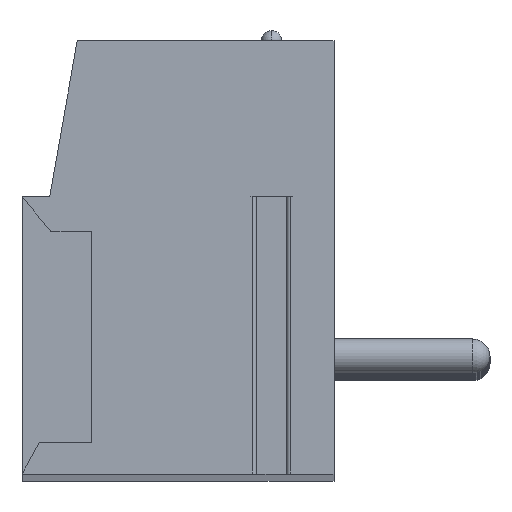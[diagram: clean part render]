
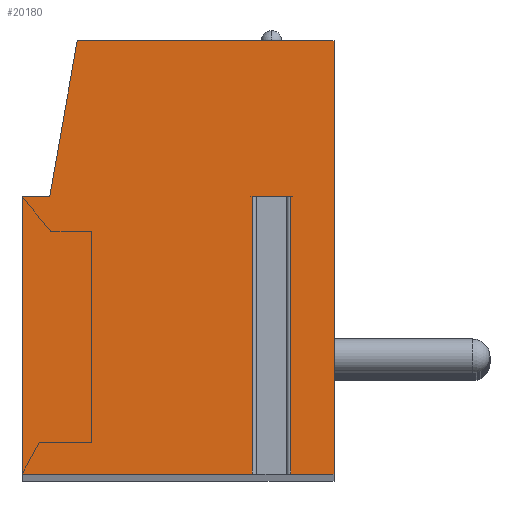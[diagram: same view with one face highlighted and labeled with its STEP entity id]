
A CAD part, top view. The second image highlights one B-rep face of the part: STEP entity #20180.
In plain terms, the highlighted planar face has unit normal (0, 0, 1).
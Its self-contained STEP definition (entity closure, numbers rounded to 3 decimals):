
#13=DIRECTION('',(-1.,0.,0.));
#14=VECTOR('',#13,1.112);
#15=CARTESIAN_POINT('',(3.256,1.75,119.38));
#16=LINE('',#15,#14);
#17=DIRECTION('',(0.,-1.,0.));
#18=VECTOR('',#17,8.);
#19=CARTESIAN_POINT('',(2.144,1.75,119.38));
#20=LINE('',#19,#18);
#21=DIRECTION('',(1.,0.,0.));
#22=VECTOR('',#21,6.644);
#23=CARTESIAN_POINT('',(-4.5,-6.25,119.38));
#24=LINE('',#23,#22);
#25=DIRECTION('',(0.,-1.,0.));
#26=VECTOR('',#25,8.);
#27=CARTESIAN_POINT('',(-4.5,1.75,119.38));
#28=LINE('',#27,#26);
#29=DIRECTION('',(-1.,0.,0.));
#30=VECTOR('',#29,0.8);
#31=CARTESIAN_POINT('',(-3.7,1.75,119.38));
#32=LINE('',#31,#30);
#33=DIRECTION('',(-0.174,-0.985,0.));
#34=VECTOR('',#33,4.569);
#35=CARTESIAN_POINT('',(-2.907,6.25,119.38));
#36=LINE('',#35,#34);
#37=DIRECTION('',(-1.,0.,0.));
#38=VECTOR('',#37,7.407);
#39=CARTESIAN_POINT('',(4.5,6.25,119.38));
#40=LINE('',#39,#38);
#41=DIRECTION('',(0.,1.,0.));
#42=VECTOR('',#41,12.5);
#43=CARTESIAN_POINT('',(4.5,-6.25,119.38));
#44=LINE('',#43,#42);
#45=DIRECTION('',(1.,0.,0.));
#46=VECTOR('',#45,1.244);
#47=CARTESIAN_POINT('',(3.256,-6.25,119.38));
#48=LINE('',#47,#46);
#49=DIRECTION('',(0.,-1.,0.));
#50=VECTOR('',#49,8.);
#51=CARTESIAN_POINT('',(3.256,1.75,119.38));
#52=LINE('',#51,#50);
#15897=CARTESIAN_POINT('',(-3.7,1.75,119.38));
#15898=CARTESIAN_POINT('',(-4.5,1.75,119.38));
#15899=VERTEX_POINT('',#15897);
#15900=VERTEX_POINT('',#15898);
#15901=CARTESIAN_POINT('',(-4.5,-6.25,119.38));
#15902=VERTEX_POINT('',#15901);
#15903=CARTESIAN_POINT('',(4.5,-6.25,119.38));
#15904=CARTESIAN_POINT('',(4.5,6.25,119.38));
#15905=VERTEX_POINT('',#15903);
#15906=VERTEX_POINT('',#15904);
#15907=CARTESIAN_POINT('',(-2.907,6.25,119.38));
#15908=VERTEX_POINT('',#15907);
#15957=CARTESIAN_POINT('',(3.256,1.75,119.38));
#15958=CARTESIAN_POINT('',(2.144,1.75,119.38));
#15959=VERTEX_POINT('',#15957);
#15960=VERTEX_POINT('',#15958);
#15961=CARTESIAN_POINT('',(2.144,-6.25,119.38));
#15962=VERTEX_POINT('',#15961);
#15963=CARTESIAN_POINT('',(3.256,-6.25,119.38));
#15964=VERTEX_POINT('',#15963);
#20153=CARTESIAN_POINT('',(0.,0.,119.38));
#20154=DIRECTION('',(0.,0.,1.));
#20155=DIRECTION('',(1.,0.,0.));
#20156=AXIS2_PLACEMENT_3D('',#20153,#20154,#20155);
#20157=PLANE('',#20156);
#20159=ORIENTED_EDGE('',*,*,#20158,.T.);
#20161=ORIENTED_EDGE('',*,*,#20160,.T.);
#20163=ORIENTED_EDGE('',*,*,#20162,.F.);
#20165=ORIENTED_EDGE('',*,*,#20164,.F.);
#20167=ORIENTED_EDGE('',*,*,#20166,.F.);
#20169=ORIENTED_EDGE('',*,*,#20168,.F.);
#20171=ORIENTED_EDGE('',*,*,#20170,.F.);
#20173=ORIENTED_EDGE('',*,*,#20172,.F.);
#20175=ORIENTED_EDGE('',*,*,#20174,.F.);
#20177=ORIENTED_EDGE('',*,*,#20176,.F.);
#20178=EDGE_LOOP('',(#20159,#20161,#20163,#20165,#20167,#20169,#20171,#20173,
#20175,#20177));
#20179=FACE_OUTER_BOUND('',#20178,.F.);
#20158=EDGE_CURVE('',#15959,#15960,#16,.T.);
#20160=EDGE_CURVE('',#15960,#15962,#20,.T.);
#20162=EDGE_CURVE('',#15902,#15962,#24,.T.);
#20164=EDGE_CURVE('',#15900,#15902,#28,.T.);
#20166=EDGE_CURVE('',#15899,#15900,#32,.T.);
#20168=EDGE_CURVE('',#15908,#15899,#36,.T.);
#20170=EDGE_CURVE('',#15906,#15908,#40,.T.);
#20172=EDGE_CURVE('',#15905,#15906,#44,.T.);
#20174=EDGE_CURVE('',#15964,#15905,#48,.T.);
#20176=EDGE_CURVE('',#15959,#15964,#52,.T.);
#20180=ADVANCED_FACE('',(#20179),#20157,.T.);
